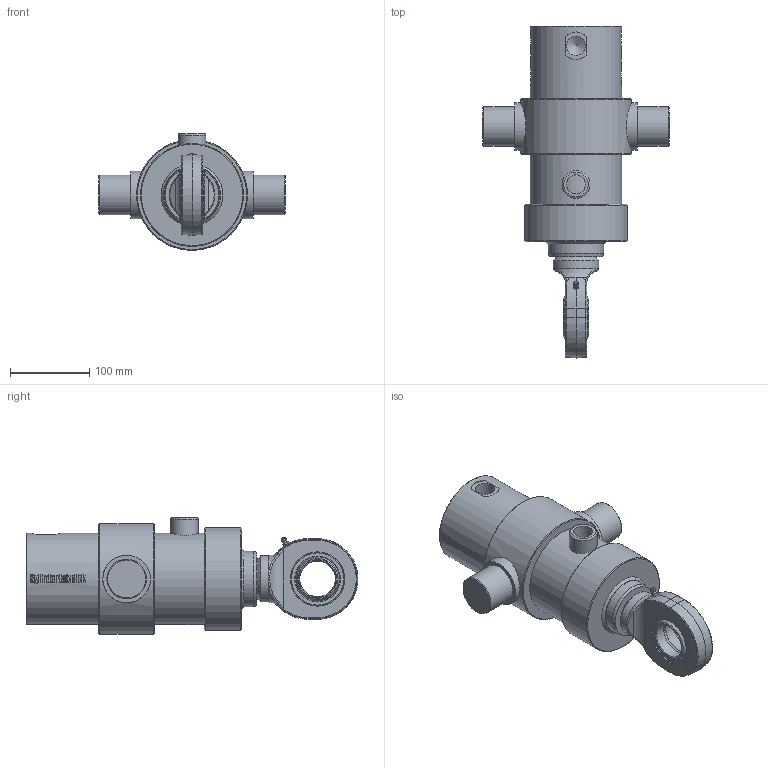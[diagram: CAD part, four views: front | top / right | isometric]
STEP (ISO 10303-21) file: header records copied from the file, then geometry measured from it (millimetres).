
FILE_DESCRIPTION((''),'2;1');
FILE_NAME('DVLP100_70.stp','2010-01-27T11:07:06',('tribel'),(''),'Autodesk Inventor 2009','Autodesk Inventor 2009','');
FILE_SCHEMA(('AUTOMOTIVE_DESIGN { 1 0 10303 214 1 1 1 1 }'));
Length unit declared in the file: millimetre
Products named in the file (5): DVLP100_70; DVLP100_70_body; DVLP100_70_stang_1; DVLP100_70_Parameters; K-WS45C
Assembly tree (4 placements, depth 2):
  DVLP100_70
    DVLP100_70_body
    DVLP100_70_stang_1
    DVLP100_70_Parameters
    K-WS45C
Bounding box: 235 x 419 x 147.5 mm (x, y, z)
Volume: 3175357.1 mm3; surface area: 350972.7 mm2
Topology: 3 solids, 4 shells, 654 faces, 1707 edges, 1111 vertices
Faces by surface type: plane 321, bspline 172, cylinder 91, cone 52, torus 14, sphere 4
Full cylindrical faces by diameter (mm): 3 x1, 3.571 x2, 4.4 x2, 5.5 x1, 5.6 x1, 6 x1, 35 x1, 45 x2, 50 x1, 58 x1, 60 x1, 68 x2, 70 x2, 100 x2, 115 x2, 130 x1, 140 x1
Entity records: 51501 total; most frequent: CARTESIAN_POINT 37231, ORIENTED_EDGE 3188, DIRECTION 2302, EDGE_CURVE 1596, VERTEX_POINT 1074, AXIS2_PLACEMENT_3D 827, EDGE_LOOP 791, FACE_OUTER_BOUND 654
